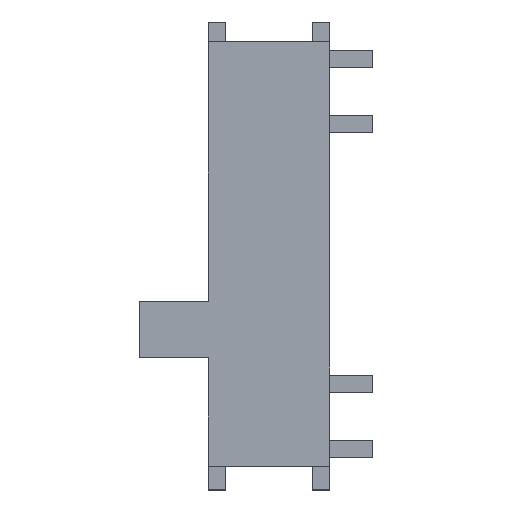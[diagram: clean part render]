
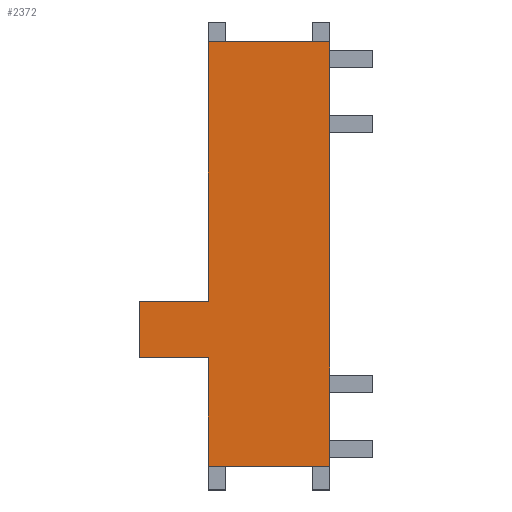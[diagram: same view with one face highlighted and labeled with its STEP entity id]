
A CAD part, top view. The second image highlights one B-rep face of the part: STEP entity #2372.
In plain terms, the highlighted planar face has unit normal (0, 0, 1).
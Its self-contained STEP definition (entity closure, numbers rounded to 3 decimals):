
#101 = DIRECTION ( 'NONE',  ( 1., 0., 0. ) ) ;
#102 = ORIENTED_EDGE ( 'NONE', *, *, #1123, .T. ) ;
#146 = VERTEX_POINT ( 'NONE', #295 ) ;
#213 = DIRECTION ( 'NONE',  ( -1., 0., 0. ) ) ;
#226 = VERTEX_POINT ( 'NONE', #1439 ) ;
#266 = VECTOR ( 'NONE', #101, 1000. ) ;
#294 = DIRECTION ( 'NONE',  ( -1., 0., 0. ) ) ;
#295 = CARTESIAN_POINT ( 'NONE',  ( -1.4, 4.9, 1.5 ) ) ;
#333 = CARTESIAN_POINT ( 'NONE',  ( 1.4, -4.9, 1.5 ) ) ;
#413 = EDGE_LOOP ( 'NONE', ( #2846, #1823, #1448, #2524, #1686, #2142, #1436, #102 ) ) ;
#418 = DIRECTION ( 'NONE',  ( 0., -1., 0. ) ) ;
#506 = VECTOR ( 'NONE', #628, 1000. ) ;
#574 = CARTESIAN_POINT ( 'NONE',  ( -3., -2.4, 1.5 ) ) ;
#628 = DIRECTION ( 'NONE',  ( 1., 0., 0. ) ) ;
#693 = CARTESIAN_POINT ( 'NONE',  ( -1.4, 4.9, 1.5 ) ) ;
#725 = LINE ( 'NONE', #1380, #2708 ) ;
#735 = CARTESIAN_POINT ( 'NONE',  ( -1.4, 4.9, 1.5 ) ) ;
#738 = LINE ( 'NONE', #1887, #774 ) ;
#765 = DIRECTION ( 'NONE',  ( 0., -1., 0. ) ) ;
#774 = VECTOR ( 'NONE', #765, 1000. ) ;
#829 = CARTESIAN_POINT ( 'NONE',  ( -1.4, -4.9, 1.5 ) ) ;
#1063 = VERTEX_POINT ( 'NONE', #2644 ) ;
#1123 = EDGE_CURVE ( 'NONE', #2250, #2320, #1847, .T. ) ;
#1143 = DIRECTION ( 'NONE',  ( -1., 0., 0. ) ) ;
#1149 = CARTESIAN_POINT ( 'NONE',  ( -1.4, -2.4, 1.5 ) ) ;
#1186 = EDGE_CURVE ( 'NONE', #146, #2085, #738, .T. ) ;
#1211 = CARTESIAN_POINT ( 'NONE',  ( -1.4, -2.4, 1.5 ) ) ;
#1380 = CARTESIAN_POINT ( 'NONE',  ( 1.4, 4.9, 1.5 ) ) ;
#1401 = CARTESIAN_POINT ( 'NONE',  ( -3., -1.1, 1.5 ) ) ;
#1436 = ORIENTED_EDGE ( 'NONE', *, *, #2787, .T. ) ;
#1439 = CARTESIAN_POINT ( 'NONE',  ( 1.4, 4.9, 1.5 ) ) ;
#1448 = ORIENTED_EDGE ( 'NONE', *, *, #2466, .T. ) ;
#1485 = VERTEX_POINT ( 'NONE', #333 ) ;
#1573 = FACE_OUTER_BOUND ( 'NONE', #413, .T. ) ;
#1596 = LINE ( 'NONE', #2534, #1710 ) ;
#1623 = DIRECTION ( 'NONE',  ( 0., 0., -1. ) ) ;
#1638 = PLANE ( 'NONE',  #1809 ) ;
#1649 = VECTOR ( 'NONE', #1143, 1000. ) ;
#1686 = ORIENTED_EDGE ( 'NONE', *, *, #1746, .T. ) ;
#1709 = CARTESIAN_POINT ( 'NONE',  ( -1.4, -1.1, 1.5 ) ) ;
#1710 = VECTOR ( 'NONE', #294, 1000. ) ;
#1735 = VECTOR ( 'NONE', #418, 1000. ) ;
#1746 = EDGE_CURVE ( 'NONE', #226, #146, #1889, .T. ) ;
#1809 = AXIS2_PLACEMENT_3D ( 'NONE', #2577, #1623, #213 ) ;
#1814 = CARTESIAN_POINT ( 'NONE',  ( -3., -1.1, 1.5 ) ) ;
#1823 = ORIENTED_EDGE ( 'NONE', *, *, #2144, .T. ) ;
#1847 = LINE ( 'NONE', #1814, #1735 ) ;
#1857 = EDGE_CURVE ( 'NONE', #2320, #2811, #2164, .T. ) ;
#1887 = CARTESIAN_POINT ( 'NONE',  ( -1.4, 4.9, 1.5 ) ) ;
#1889 = LINE ( 'NONE', #693, #1649 ) ;
#2085 = VERTEX_POINT ( 'NONE', #1709 ) ;
#2142 = ORIENTED_EDGE ( 'NONE', *, *, #1186, .T. ) ;
#2144 = EDGE_CURVE ( 'NONE', #2811, #1063, #2637, .T. ) ;
#2164 = LINE ( 'NONE', #1211, #266 ) ;
#2250 = VERTEX_POINT ( 'NONE', #1401 ) ;
#2320 = VERTEX_POINT ( 'NONE', #574 ) ;
#2331 = DIRECTION ( 'NONE',  ( 0., 1., 0. ) ) ;
#2372 = ADVANCED_FACE ( 'NONE', ( #1573 ), #1638, .F. ) ;
#2414 = DIRECTION ( 'NONE',  ( 0., -1., 0. ) ) ;
#2445 = VECTOR ( 'NONE', #2414, 1000. ) ;
#2466 = EDGE_CURVE ( 'NONE', #1063, #1485, #2700, .T. ) ;
#2524 = ORIENTED_EDGE ( 'NONE', *, *, #2867, .T. ) ;
#2534 = CARTESIAN_POINT ( 'NONE',  ( -1.4, -1.1, 1.5 ) ) ;
#2577 = CARTESIAN_POINT ( 'NONE',  ( 0., 0., 1.5 ) ) ;
#2637 = LINE ( 'NONE', #735, #2445 ) ;
#2644 = CARTESIAN_POINT ( 'NONE',  ( -1.4, -4.9, 1.5 ) ) ;
#2700 = LINE ( 'NONE', #829, #506 ) ;
#2708 = VECTOR ( 'NONE', #2331, 1000. ) ;
#2787 = EDGE_CURVE ( 'NONE', #2085, #2250, #1596, .T. ) ;
#2811 = VERTEX_POINT ( 'NONE', #1149 ) ;
#2846 = ORIENTED_EDGE ( 'NONE', *, *, #1857, .T. ) ;
#2867 = EDGE_CURVE ( 'NONE', #1485, #226, #725, .T. ) ;
